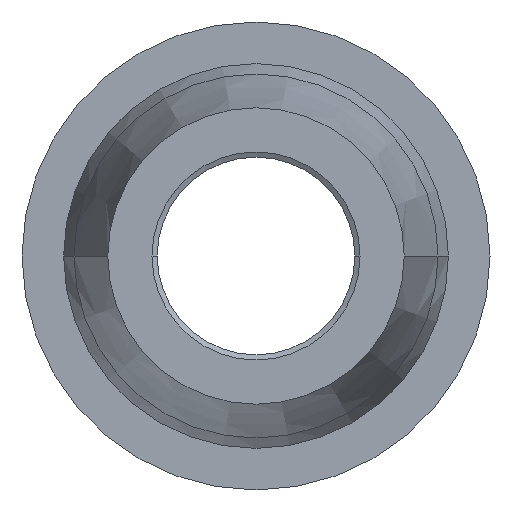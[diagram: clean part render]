
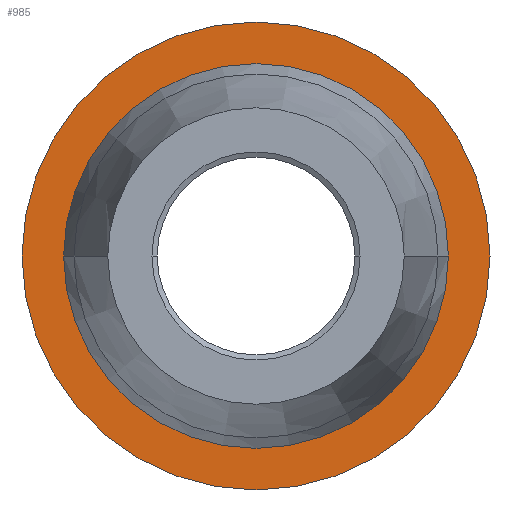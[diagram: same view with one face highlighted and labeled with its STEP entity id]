
A CAD part, front view. The second image highlights one B-rep face of the part: STEP entity #985.
In plain terms, the highlighted planar face has unit normal (0, -1, 0).
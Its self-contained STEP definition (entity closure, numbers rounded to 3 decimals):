
#219=CARTESIAN_POINT('',(8.639,1.3,-36.));
#220=DIRECTION('',(0.,-1.,0.));
#221=DIRECTION('',(-1.,0.,0.));
#222=AXIS2_PLACEMENT_3D('',#219,#220,#221);
#224=CARTESIAN_POINT('',(8.639,1.3,-36.));
#225=DIRECTION('',(0.,-1.,0.));
#226=DIRECTION('',(1.,0.,0.));
#227=AXIS2_PLACEMENT_3D('',#224,#225,#226);
#229=CARTESIAN_POINT('',(8.639,1.3,-36.));
#230=DIRECTION('',(0.,1.,0.));
#231=DIRECTION('',(-1.,0.,0.));
#232=AXIS2_PLACEMENT_3D('',#229,#230,#231);
#234=CARTESIAN_POINT('',(8.639,1.3,-36.));
#235=DIRECTION('',(0.,1.,0.));
#236=DIRECTION('',(1.,0.,0.));
#237=AXIS2_PLACEMENT_3D('',#234,#235,#236);
#409=CARTESIAN_POINT('',(4.139,1.3,-36.));
#411=VERTEX_POINT('',#409);
#413=CARTESIAN_POINT('',(13.139,1.3,-36.));
#415=VERTEX_POINT('',#413);
#418=CARTESIAN_POINT('',(4.939,1.3,-36.));
#420=VERTEX_POINT('',#418);
#422=CARTESIAN_POINT('',(12.339,1.3,-36.));
#424=VERTEX_POINT('',#422);
#969=CARTESIAN_POINT('',(8.639,1.3,-31.5));
#970=DIRECTION('',(0.,-1.,0.));
#971=DIRECTION('',(1.,0.,0.));
#972=AXIS2_PLACEMENT_3D('',#969,#970,#971);
#973=PLANE('',#972);
#975=ORIENTED_EDGE('',*,*,#974,.F.);
#976=ORIENTED_EDGE('',*,*,#952,.F.);
#977=EDGE_LOOP('',(#975,#976));
#978=FACE_OUTER_BOUND('',#977,.F.);
#980=ORIENTED_EDGE('',*,*,#979,.F.);
#982=ORIENTED_EDGE('',*,*,#981,.F.);
#983=EDGE_LOOP('',(#980,#982));
#984=FACE_BOUND('',#983,.F.);
#985=ADVANCED_FACE('',(#978,#984),#973,.T.);
#223=CIRCLE('',#222,4.5);
#228=CIRCLE('',#227,4.5);
#233=CIRCLE('',#232,3.7);
#238=CIRCLE('',#237,3.7);
#952=EDGE_CURVE('',#415,#411,#228,.T.);
#974=EDGE_CURVE('',#411,#415,#223,.T.);
#979=EDGE_CURVE('',#420,#424,#233,.T.);
#981=EDGE_CURVE('',#424,#420,#238,.T.);
